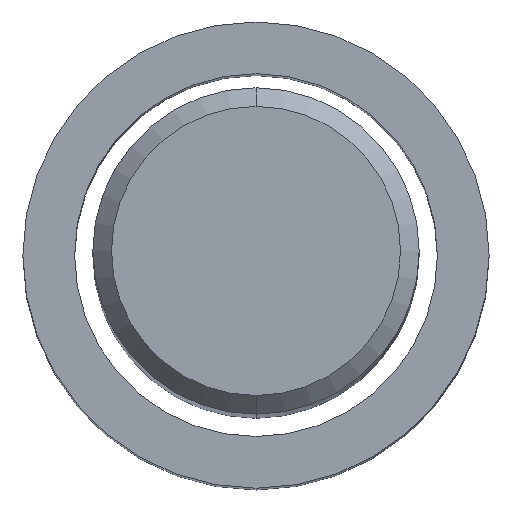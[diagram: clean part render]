
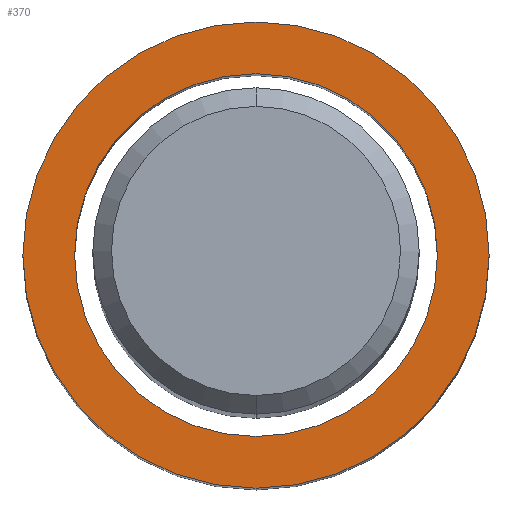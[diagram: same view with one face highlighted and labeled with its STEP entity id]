
A CAD part, top view. The second image highlights one B-rep face of the part: STEP entity #370.
In plain terms, the highlighted planar face has unit normal (0, 0, 1).
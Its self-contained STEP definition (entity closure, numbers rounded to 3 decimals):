
#214=VERTEX_POINT('',#514);
#256=EDGE_CURVE('',#308,#214,#561,.T.);
#308=VERTEX_POINT('',#616);
#318=EDGE_CURVE('',#214,#308,#627,.T.);
#370=ADVANCED_FACE('',(#687,#688),#689,.T.);
#380=VERTEX_POINT('',#699);
#386=EDGE_CURVE('',#446,#380,#705,.T.);
#396=EDGE_CURVE('',#380,#446,#715,.T.);
#446=VERTEX_POINT('',#771);
#514=CARTESIAN_POINT('',(0.0,3.891,-51.0));
#561=CIRCLE('',#996,3.891);
#616=CARTESIAN_POINT('',(0.,-3.891,-51.0));
#627=CIRCLE('',#1166,3.891);
#687=FACE_OUTER_BOUND('',#1248,.T.);
#688=FACE_BOUND('',#1249,.T.);
#689=PLANE('',#1250);
#699=CARTESIAN_POINT('',(0.0,5.0,-51.0));
#705=CIRCLE('',#1286,5.0);
#715=CIRCLE('',#1297,5.0);
#771=CARTESIAN_POINT('',(0.,-5.0,-51.0));
#996=AXIS2_PLACEMENT_3D('',#1494,#1495,#1496);
#1166=AXIS2_PLACEMENT_3D('',#1551,#1552,#1553);
#1248=EDGE_LOOP('',(#1637,#1638));
#1249=EDGE_LOOP('',(#1639,#1640));
#1250=AXIS2_PLACEMENT_3D('',#1641,#1642,#1643);
#1286=AXIS2_PLACEMENT_3D('',#1649,#1650,#1651);
#1297=AXIS2_PLACEMENT_3D('',#1652,#1653,#1654);
#1494=CARTESIAN_POINT('',(0.0,0.0,-51.0));
#1495=DIRECTION('',(0.0,0.0,-1.0));
#1496=DIRECTION('',(0.0,1.0,0.0));
#1551=CARTESIAN_POINT('',(0.0,0.0,-51.0));
#1552=DIRECTION('',(0.0,0.0,-1.0));
#1553=DIRECTION('',(0.0,1.0,0.0));
#1637=ORIENTED_EDGE('',*,*,#396,.F.);
#1638=ORIENTED_EDGE('',*,*,#386,.F.);
#1639=ORIENTED_EDGE('',*,*,#318,.T.);
#1640=ORIENTED_EDGE('',*,*,#256,.T.);
#1641=CARTESIAN_POINT('',(0.0,4.446,-51.0));
#1642=DIRECTION('',(-0.0,0.0,1.0));
#1643=DIRECTION('',(0.0,-1.0,0.0));
#1649=CARTESIAN_POINT('',(0.0,0.0,-51.0));
#1650=DIRECTION('',(0.0,0.0,-1.0));
#1651=DIRECTION('',(0.0,1.0,0.0));
#1652=CARTESIAN_POINT('',(0.0,0.0,-51.0));
#1653=DIRECTION('',(0.0,0.0,-1.0));
#1654=DIRECTION('',(0.0,1.0,0.0));
